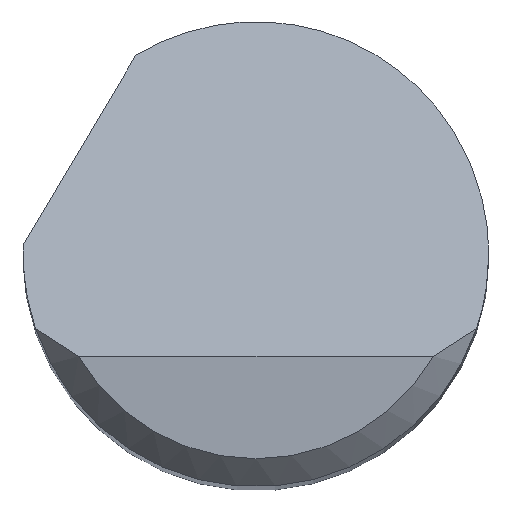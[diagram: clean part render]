
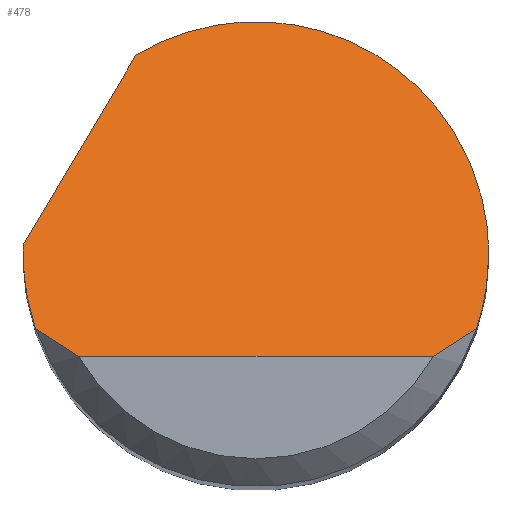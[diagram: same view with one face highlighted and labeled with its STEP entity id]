
A CAD part, top view. The second image highlights one B-rep face of the part: STEP entity #478.
In plain terms, the highlighted planar face has unit normal (0, 0.707, 0.707).
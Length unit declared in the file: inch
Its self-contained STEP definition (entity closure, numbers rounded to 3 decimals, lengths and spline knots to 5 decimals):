
#24 = CARTESIAN_POINT ( 'NONE',  ( -0.15516, -0.04606, 1.99106 ) ) ;
#36 =( BOUNDED_CURVE ( )  B_SPLINE_CURVE ( 3, ( #884, #542, #264, #822 ),
 .UNSPECIFIED., .F., .T. ) 
 B_SPLINE_CURVE_WITH_KNOTS ( ( 4, 4 ),
 ( 1.5708, 1.89653 ),
 .UNSPECIFIED. ) 
 CURVE ( )  GEOMETRIC_REPRESENTATION_ITEM ( )  RATIONAL_B_SPLINE_CURVE ( ( 1., 0.991, 0.991, 1. ) ) 
 REPRESENTATION_ITEM ( '' )  );
#60 = EDGE_CURVE ( 'NONE', #648, #586, #619, .T. ) ;
#92 = CARTESIAN_POINT ( 'NONE',  ( 0.10339, -0.05031, 1.99531 ) ) ;
#97 = CARTESIAN_POINT ( 'NONE',  ( -0.11843, -0.04, 1.985 ) ) ;
#121 = CARTESIAN_POINT ( 'NONE',  ( -0.12497, 0.00333, 1.94167 ) ) ;
#125 = CARTESIAN_POINT ( 'NONE',  ( 0., -0.055, 2. ) ) ;
#171 = VECTOR ( 'NONE', #540, 39.37008 ) ;
#176 = CARTESIAN_POINT ( 'NONE',  ( -0.125, 0., 1.945 ) ) ;
#177 = ORIENTED_EDGE ( 'NONE', *, *, #592, .F. ) ;
#183 = B_SPLINE_CURVE_WITH_KNOTS ( 'NONE', 3,
 ( #239, #92, #516, #244 ),
 .UNSPECIFIED., .F., .F.,
 ( 4, 4 ),
 ( 0., 0.0008 ),
 .UNSPECIFIED. ) ;
#195 = EDGE_CURVE ( 'NONE', #771, #224, #36, .T. ) ;
#196 = PLANE ( 'NONE',  #401 ) ;
#209 = CARTESIAN_POINT ( 'NONE',  ( 0.0296, 0.1636, 1.7814 ) ) ;
#218 = CARTESIAN_POINT ( 'NONE',  ( -0.06437, 0.10715, 1.83785 ) ) ;
#224 = VERTEX_POINT ( 'NONE', #418 ) ;
#239 = CARTESIAN_POINT ( 'NONE',  ( 0.09526, -0.055, 2. ) ) ;
#241 = VERTEX_POINT ( 'NONE', #686 ) ;
#244 = CARTESIAN_POINT ( 'NONE',  ( 0.11843, -0.04, 1.985 ) ) ;
#245 = CARTESIAN_POINT ( 'NONE',  ( -0.10339, -0.05031, 1.99531 ) ) ;
#248 = DIRECTION ( 'NONE',  ( 0., -0.707, -0.707 ) ) ;
#264 = CARTESIAN_POINT ( 'NONE',  ( 0.12279, -0.02708, 1.97208 ) ) ;
#268 = EDGE_CURVE ( 'NONE', #394, #771, #842, .T. ) ;
#285 = CARTESIAN_POINT ( 'NONE',  ( 0.125, 0.10961, 1.83539 ) ) ;
#323 = LINE ( 'NONE', #125, #171 ) ;
#332 = ORIENTED_EDGE ( 'NONE', *, *, #547, .F. ) ;
#333 = CARTESIAN_POINT ( 'NONE',  ( -0.125, 0., 1.945 ) ) ;
#337 = CARTESIAN_POINT ( 'NONE',  ( -0.125, -0.055, 2. ) ) ;
#354 = ORIENTED_EDGE ( 'NONE', *, *, #268, .F. ) ;
#363 = EDGE_CURVE ( 'NONE', #241, #224, #183, .T. ) ;
#376 = LINE ( 'NONE', #24, #416 ) ;
#387 = CARTESIAN_POINT ( 'NONE',  ( -0.125, 0.00167, 1.94333 ) ) ;
#394 = VERTEX_POINT ( 'NONE', #505 ) ;
#396 = FACE_OUTER_BOUND ( 'NONE', #452, .T. ) ;
#401 = AXIS2_PLACEMENT_3D ( 'NONE', #337, #248, #535 ) ;
#406 =( BOUNDED_CURVE ( )  B_SPLINE_CURVE ( 3, ( #872, #606, #526, #736 ),
 .UNSPECIFIED., .F., .T. ) 
 B_SPLINE_CURVE_WITH_KNOTS ( ( 4, 4 ),
 ( 4.38666, 4.71239 ),
 .UNSPECIFIED. ) 
 CURVE ( )  GEOMETRIC_REPRESENTATION_ITEM ( )  RATIONAL_B_SPLINE_CURVE ( ( 1., 0.991, 0.991, 1. ) ) 
 REPRESENTATION_ITEM ( '' )  );
#414 = VERTEX_POINT ( 'NONE', #176 ) ;
#416 = VECTOR ( 'NONE', #573, 39.37008 ) ;
#418 = CARTESIAN_POINT ( 'NONE',  ( 0.11843, -0.04, 1.985 ) ) ;
#420 = EDGE_CURVE ( 'NONE', #677, #394, #376, .T. ) ;
#436 =( BOUNDED_CURVE ( )  B_SPLINE_CURVE ( 3, ( #333, #387, #121, #548 ),
 .UNSPECIFIED., .F., .T. ) 
 B_SPLINE_CURVE_WITH_KNOTS ( ( 4, 4 ),
 ( 4.71239, 4.7524 ),
 .UNSPECIFIED. ) 
 CURVE ( )  GEOMETRIC_REPRESENTATION_ITEM ( )  RATIONAL_B_SPLINE_CURVE ( ( 1., 1., 1., 1. ) ) 
 REPRESENTATION_ITEM ( '' )  );
#452 = EDGE_LOOP ( 'NONE', ( #576, #524, #529, #354, #461, #177, #332, #781 ) ) ;
#461 = ORIENTED_EDGE ( 'NONE', *, *, #420, .F. ) ;
#478 = ADVANCED_FACE ( 'NONE', ( #396 ), #196, .F. ) ;
#503 = EDGE_CURVE ( 'NONE', #586, #241, #323, .T. ) ;
#505 = CARTESIAN_POINT ( 'NONE',  ( -0.06437, 0.10715, 1.83785 ) ) ;
#516 = CARTESIAN_POINT ( 'NONE',  ( 0.11107, -0.04528, 1.99028 ) ) ;
#524 = ORIENTED_EDGE ( 'NONE', *, *, #363, .T. ) ;
#525 = CARTESIAN_POINT ( 'NONE',  ( 0.125, 0., 1.945 ) ) ;
#526 = CARTESIAN_POINT ( 'NONE',  ( -0.125, -0.01363, 1.95863 ) ) ;
#529 = ORIENTED_EDGE ( 'NONE', *, *, #195, .F. ) ;
#535 = DIRECTION ( 'NONE',  ( 0., 0.707, -0.707 ) ) ;
#540 = DIRECTION ( 'NONE',  ( 1., 0., 0. ) ) ;
#542 = CARTESIAN_POINT ( 'NONE',  ( 0.125, -0.01363, 1.95863 ) ) ;
#547 = EDGE_CURVE ( 'NONE', #648, #414, #406, .T. ) ;
#548 = CARTESIAN_POINT ( 'NONE',  ( -0.1249, 0.005, 1.94 ) ) ;
#566 = CARTESIAN_POINT ( 'NONE',  ( -0.11843, -0.04, 1.985 ) ) ;
#573 = DIRECTION ( 'NONE',  ( 0.386, 0.652, -0.652 ) ) ;
#576 = ORIENTED_EDGE ( 'NONE', *, *, #503, .T. ) ;
#586 = VERTEX_POINT ( 'NONE', #730 ) ;
#592 = EDGE_CURVE ( 'NONE', #414, #677, #436, .T. ) ;
#606 = CARTESIAN_POINT ( 'NONE',  ( -0.12279, -0.02708, 1.97208 ) ) ;
#619 = B_SPLINE_CURVE_WITH_KNOTS ( 'NONE', 3,
 ( #97, #865, #245, #712 ),
 .UNSPECIFIED., .F., .F.,
 ( 4, 4 ),
 ( 0., 0.0008 ),
 .UNSPECIFIED. ) ;
#648 = VERTEX_POINT ( 'NONE', #566 ) ;
#677 = VERTEX_POINT ( 'NONE', #690 ) ;
#686 = CARTESIAN_POINT ( 'NONE',  ( 0.09526, -0.055, 2. ) ) ;
#690 = CARTESIAN_POINT ( 'NONE',  ( -0.1249, 0.005, 1.94 ) ) ;
#712 = CARTESIAN_POINT ( 'NONE',  ( -0.09526, -0.055, 2. ) ) ;
#730 = CARTESIAN_POINT ( 'NONE',  ( -0.09526, -0.055, 2. ) ) ;
#736 = CARTESIAN_POINT ( 'NONE',  ( -0.125, 0., 1.945 ) ) ;
#771 = VERTEX_POINT ( 'NONE', #525 ) ;
#775 = CARTESIAN_POINT ( 'NONE',  ( 0.125, 0., 1.945 ) ) ;
#781 = ORIENTED_EDGE ( 'NONE', *, *, #60, .T. ) ;
#822 = CARTESIAN_POINT ( 'NONE',  ( 0.11843, -0.04, 1.985 ) ) ;
#842 =( BOUNDED_CURVE ( )  B_SPLINE_CURVE ( 3, ( #218, #209, #285, #775 ),
 .UNSPECIFIED., .F., .T. ) 
 B_SPLINE_CURVE_WITH_KNOTS ( ( 4, 4 ),
 ( 5.74227, 7.85398 ),
 .UNSPECIFIED. ) 
 CURVE ( )  GEOMETRIC_REPRESENTATION_ITEM ( )  RATIONAL_B_SPLINE_CURVE ( ( 1., 0.662, 0.662, 1. ) ) 
 REPRESENTATION_ITEM ( '' )  );
#865 = CARTESIAN_POINT ( 'NONE',  ( -0.11107, -0.04528, 1.99028 ) ) ;
#872 = CARTESIAN_POINT ( 'NONE',  ( -0.11843, -0.04, 1.985 ) ) ;
#884 = CARTESIAN_POINT ( 'NONE',  ( 0.125, 0., 1.945 ) ) ;
